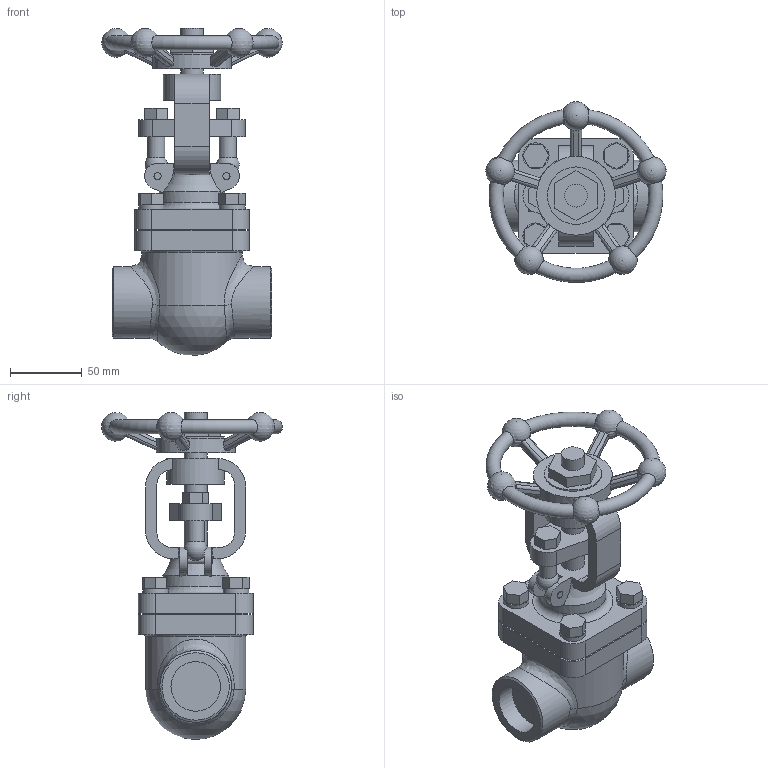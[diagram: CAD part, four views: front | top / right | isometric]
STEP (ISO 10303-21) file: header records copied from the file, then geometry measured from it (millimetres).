
FILE_DESCRIPTION(/* description */ (''),/* implementation_level */ '2;1');
FILE_NAME(/* name */ 'be100-025-sw000-00.stp',/* time_stamp */ '2018-01-24T09:24:34+09:00',/* author */ ('nakaot'),/* organization */ (''),/* preprocessor_version */ 'ST-DEVELOPER v15.6',/* originating_system */ 'Autodesk Inventor 2015',/* authorisation */ '');
FILE_SCHEMA (('CONFIG_CONTROL_DESIGN'));
Length unit declared in the file: millimetre
Products named in the file (1): be100-025-sw000-00
Bounding box: 125.59 x 126.08 x 228 mm (x, y, z)
Volume: 716923.5 mm3; surface area: 104058.3 mm2
Topology: 1 solids, 1 shells, 271 faces, 702 edges, 448 vertices
Faces by surface type: plane 178, cylinder 68, torus 11, sphere 8, bspline 4, cone 2
Full cylindrical faces by diameter (mm): 5 x4, 12 x2, 16 x4, 18 x4, 34.5 x2, 40 x2, 46 x1, 50 x2, 55 x1, 70 x2
Entity records: 9456 total; most frequent: CARTESIAN_POINT 3105, DIRECTION 1297, ORIENTED_EDGE 1272, EDGE_CURVE 636, AXIS2_PLACEMENT_3D 478, VERTEX_POINT 423, EDGE_LOOP 349, LINE 341
